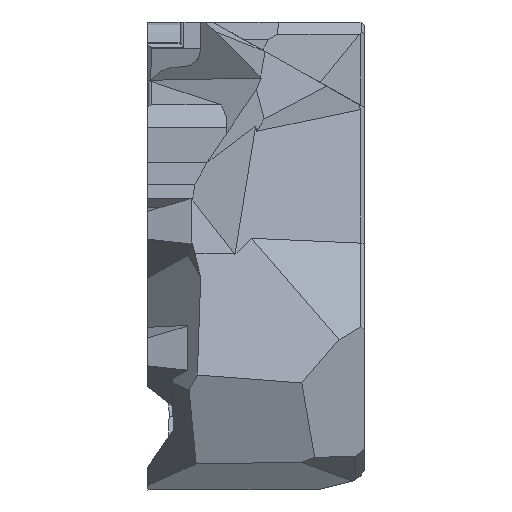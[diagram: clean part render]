
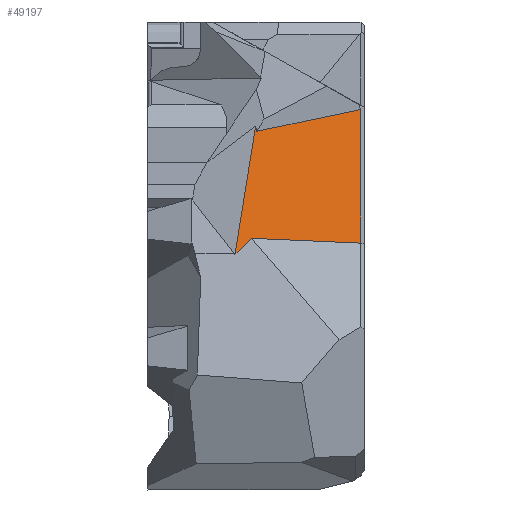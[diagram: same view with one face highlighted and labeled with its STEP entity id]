
A CAD part, left-side view. The second image highlights one B-rep face of the part: STEP entity #49197.
In plain terms, the highlighted planar face has unit normal (-0.981, -0.174, 0.086).
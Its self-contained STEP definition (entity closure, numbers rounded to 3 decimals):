
#2535 = PLANE('',#2536);
#2536 = AXIS2_PLACEMENT_3D('',#2537,#2538,#2539);
#2537 = CARTESIAN_POINT('',(-30.586,-26.953,
    42.656));
#2538 = DIRECTION('',(-0.996,0.084,
    0.033));
#2539 = DIRECTION('',(0.09,0.96,0.266));
#14946 = PLANE('',#14947);
#14947 = AXIS2_PLACEMENT_3D('',#14948,#14949,#14950);
#14948 = CARTESIAN_POINT('',(-31.121,-27.5,
    32.254));
#14949 = DIRECTION('',(0.965,0.,
    -0.261));
#14950 = DIRECTION('',(-0.261,0.,
    -0.965));
#15306 = PLANE('',#15307);
#15307 = AXIS2_PLACEMENT_3D('',#15308,#15309,#15310);
#15308 = CARTESIAN_POINT('',(-29.021,-7.159,
    42.491));
#15309 = DIRECTION('',(0.977,-0.164,-0.14));
#15310 = DIRECTION('',(0.142,0.,0.99)
  );
#16879 = PLANE('',#16880);
#16880 = AXIS2_PLACEMENT_3D('',#16881,#16882,#16883);
#16881 = CARTESIAN_POINT('',(-28.012,-20.535,
    49.267));
#16882 = DIRECTION('',(-0.965,-0.219,-0.147));
#16883 = DIRECTION('',(-0.148,-0.014,0.989
    ));
#17291 = EDGE_CURVE('',#17292,#17294,#17296,.T.);
#17292 = VERTEX_POINT('',#17293);
#17293 = CARTESIAN_POINT('',(-29.271,-13.651,
    48.353));
#17294 = VERTEX_POINT('',#17295);
#17295 = CARTESIAN_POINT('',(-29.304,-13.79,
    47.688));
#17296 = SURFACE_CURVE('',#17297,(#17301,#17308),.PCURVE_S1.);
#17297 = LINE('',#17298,#17299);
#17298 = CARTESIAN_POINT('',(-29.728,-15.539,
    39.309));
#17299 = VECTOR('',#17300,1.);
#17300 = DIRECTION('',(-0.049,-0.204,
    -0.978));
#17301 = PCURVE('',#2535,#17302);
#17302 = DEFINITIONAL_REPRESENTATION('',(#17303),#17307);
#17303 = LINE('',#17304,#17305);
#17304 = CARTESIAN_POINT('',(10.143,6.272));
#17305 = VECTOR('',#17306,1.);
#17306 = DIRECTION('',(-0.46,0.888));
#17307 = ( GEOMETRIC_REPRESENTATION_CONTEXT(2) 
PARAMETRIC_REPRESENTATION_CONTEXT() REPRESENTATION_CONTEXT('2D SPACE',''
  ) );
#17308 = PCURVE('',#17309,#17314);
#17309 = PLANE('',#17310);
#17310 = AXIS2_PLACEMENT_3D('',#17311,#17312,#17313);
#17311 = CARTESIAN_POINT('',(-27.483,-27.5,
    40.772));
#17312 = DIRECTION('',(0.981,0.174,-0.086)
  );
#17313 = DIRECTION('',(-0.087,0.,
    -0.996));
#17314 = DEFINITIONAL_REPRESENTATION('',(#17315),#17319);
#17315 = LINE('',#17316,#17317);
#17316 = CARTESIAN_POINT('',(1.653,12.146));
#17317 = VECTOR('',#17318,1.);
#17318 = DIRECTION('',(0.978,-0.207));
#17319 = ( GEOMETRIC_REPRESENTATION_CONTEXT(2) 
PARAMETRIC_REPRESENTATION_CONTEXT() REPRESENTATION_CONTEXT('2D SPACE',''
  ) );
#18411 = PLANE('',#18412);
#18412 = AXIS2_PLACEMENT_3D('',#18413,#18414,#18415);
#18413 = CARTESIAN_POINT('',(-29.009,-27.157,
    21.722));
#18414 = DIRECTION('',(-0.704,-0.707,
    0.062));
#18415 = DIRECTION('',(0.087,0.,
    0.996));
#48359 = VERTEX_POINT('',#48360);
#48360 = CARTESIAN_POINT('',(-30.604,-13.131,
    34.17));
#48374 = PLANE('',#48375);
#48375 = AXIS2_PLACEMENT_3D('',#48376,#48377,#48378);
#48376 = CARTESIAN_POINT('',(-33.002,-27.5,
    22.322));
#48377 = DIRECTION('',(0.903,0.174,-0.393));
#48378 = DIRECTION('',(-0.399,0.,
    -0.917));
#48386 = EDGE_CURVE('',#48387,#48359,#48389,.T.);
#48387 = VERTEX_POINT('',#48388);
#48388 = CARTESIAN_POINT('',(-31.151,-11.042,
    32.142));
#48389 = SURFACE_CURVE('',#48390,(#48394,#48401),.PCURVE_S1.);
#48390 = LINE('',#48391,#48392);
#48391 = CARTESIAN_POINT('',(-28.391,-21.577,
    42.369));
#48392 = VECTOR('',#48393,1.);
#48393 = DIRECTION('',(0.185,-0.705,0.685));
#48394 = PCURVE('',#14946,#48395);
#48395 = DEFINITIONAL_REPRESENTATION('',(#48396),#48400);
#48396 = LINE('',#48397,#48398);
#48397 = CARTESIAN_POINT('',(-10.476,5.923));
#48398 = VECTOR('',#48399,1.);
#48399 = DIRECTION('',(-0.709,-0.705));
#48400 = ( GEOMETRIC_REPRESENTATION_CONTEXT(2) 
PARAMETRIC_REPRESENTATION_CONTEXT() REPRESENTATION_CONTEXT('2D SPACE',''
  ) );
#48401 = PCURVE('',#17309,#48402);
#48402 = DEFINITIONAL_REPRESENTATION('',(#48403),#48407);
#48403 = LINE('',#48404,#48405);
#48404 = CARTESIAN_POINT('',(-1.512,6.014));
#48405 = VECTOR('',#48406,1.);
#48406 = DIRECTION('',(-0.698,-0.716));
#48407 = ( GEOMETRIC_REPRESENTATION_CONTEXT(2) 
PARAMETRIC_REPRESENTATION_CONTEXT() REPRESENTATION_CONTEXT('2D SPACE',''
  ) );
#48607 = EDGE_CURVE('',#17292,#48387,#48608,.T.);
#48608 = SURFACE_CURVE('',#48609,(#48613,#48620),.PCURVE_S1.);
#48609 = LINE('',#48610,#48611);
#48610 = CARTESIAN_POINT('',(-29.942,-12.72,
    42.57));
#48611 = VECTOR('',#48612,1.);
#48612 = DIRECTION('',(-0.114,0.158,-0.981));
#48613 = PCURVE('',#15306,#48614);
#48614 = DEFINITIONAL_REPRESENTATION('',(#48615),#48619);
#48615 = LINE('',#48616,#48617);
#48616 = CARTESIAN_POINT('',(-0.053,5.637));
#48617 = VECTOR('',#48618,1.);
#48618 = DIRECTION('',(-0.987,-0.16));
#48619 = ( GEOMETRIC_REPRESENTATION_CONTEXT(2) 
PARAMETRIC_REPRESENTATION_CONTEXT() REPRESENTATION_CONTEXT('2D SPACE',''
  ) );
#48620 = PCURVE('',#17309,#48621);
#48621 = DEFINITIONAL_REPRESENTATION('',(#48622),#48626);
#48622 = LINE('',#48623,#48624);
#48623 = CARTESIAN_POINT('',(-1.576,15.008));
#48624 = VECTOR('',#48625,1.);
#48625 = DIRECTION('',(0.987,0.16));
#48626 = ( GEOMETRIC_REPRESENTATION_CONTEXT(2) 
PARAMETRIC_REPRESENTATION_CONTEXT() REPRESENTATION_CONTEXT('2D SPACE',''
  ) );
#49118 = VERTEX_POINT('',#49119);
#49119 = CARTESIAN_POINT('',(-26.741,-26.914,
    50.435));
#49143 = EDGE_CURVE('',#17294,#49118,#49144,.T.);
#49144 = SURFACE_CURVE('',#49145,(#49149,#49156),.PCURVE_S1.);
#49145 = LINE('',#49146,#49147);
#49146 = CARTESIAN_POINT('',(-27.504,-23.008,
    49.617));
#49147 = VECTOR('',#49148,1.);
#49148 = DIRECTION('',(0.188,-0.961,0.201));
#49149 = PCURVE('',#16879,#49150);
#49150 = DEFINITIONAL_REPRESENTATION('',(#49151),#49155);
#49151 = LINE('',#49152,#49153);
#49152 = CARTESIAN_POINT('',(0.307,-2.53));
#49153 = VECTOR('',#49154,1.);
#49154 = DIRECTION('',(0.185,-0.983));
#49155 = ( GEOMETRIC_REPRESENTATION_CONTEXT(2) 
PARAMETRIC_REPRESENTATION_CONTEXT() REPRESENTATION_CONTEXT('2D SPACE',''
  ) );
#49156 = PCURVE('',#17309,#49157);
#49157 = DEFINITIONAL_REPRESENTATION('',(#49158),#49162);
#49158 = LINE('',#49159,#49160);
#49159 = CARTESIAN_POINT('',(-8.809,4.561));
#49160 = VECTOR('',#49161,1.);
#49161 = DIRECTION('',(-0.217,-0.976));
#49162 = ( GEOMETRIC_REPRESENTATION_CONTEXT(2) 
PARAMETRIC_REPRESENTATION_CONTEXT() REPRESENTATION_CONTEXT('2D SPACE',''
  ) );
#49197 = ADVANCED_FACE('',(#49198),#17309,.F.);
#49198 = FACE_BOUND('',#49199,.T.);
#49199 = EDGE_LOOP('',(#49200,#49223,#49224,#49225,#49226,#49227));
#49200 = ORIENTED_EDGE('',*,*,#49201,.F.);
#49201 = EDGE_CURVE('',#49118,#49202,#49204,.T.);
#49202 = VERTEX_POINT('',#49203);
#49203 = CARTESIAN_POINT('',(-28.217,-26.914,
    33.563));
#49204 = SURFACE_CURVE('',#49205,(#49209,#49216),.PCURVE_S1.);
#49205 = LINE('',#49206,#49207);
#49206 = CARTESIAN_POINT('',(-29.251,-26.914,
    21.743));
#49207 = VECTOR('',#49208,1.);
#49208 = DIRECTION('',(-0.087,0.,
    -0.996));
#49209 = PCURVE('',#17309,#49210);
#49210 = DEFINITIONAL_REPRESENTATION('',(#49211),#49215);
#49211 = LINE('',#49212,#49213);
#49212 = CARTESIAN_POINT('',(19.111,0.595));
#49213 = VECTOR('',#49214,1.);
#49214 = DIRECTION('',(1.,0.));
#49215 = ( GEOMETRIC_REPRESENTATION_CONTEXT(2) 
PARAMETRIC_REPRESENTATION_CONTEXT() REPRESENTATION_CONTEXT('2D SPACE',''
  ) );
#49216 = PCURVE('',#18411,#49217);
#49217 = DEFINITIONAL_REPRESENTATION('',(#49218),#49222);
#49218 = LINE('',#49219,#49220);
#49219 = CARTESIAN_POINT('',(0.,0.343));
#49220 = VECTOR('',#49221,1.);
#49221 = DIRECTION('',(-1.,0.));
#49222 = ( GEOMETRIC_REPRESENTATION_CONTEXT(2) 
PARAMETRIC_REPRESENTATION_CONTEXT() REPRESENTATION_CONTEXT('2D SPACE',''
  ) );
#49223 = ORIENTED_EDGE('',*,*,#49143,.F.);
#49224 = ORIENTED_EDGE('',*,*,#17291,.F.);
#49225 = ORIENTED_EDGE('',*,*,#48607,.T.);
#49226 = ORIENTED_EDGE('',*,*,#48386,.T.);
#49227 = ORIENTED_EDGE('',*,*,#49228,.F.);
#49228 = EDGE_CURVE('',#49202,#48359,#49229,.T.);
#49229 = SURFACE_CURVE('',#49230,(#49234,#49241),.PCURVE_S1.);
#49230 = LINE('',#49231,#49232);
#49231 = CARTESIAN_POINT('',(-28.163,-27.228,
    33.549));
#49232 = VECTOR('',#49233,1.);
#49233 = DIRECTION('',(-0.17,0.984,0.043
    ));
#49234 = PCURVE('',#17309,#49235);
#49235 = DEFINITIONAL_REPRESENTATION('',(#49236),#49240);
#49236 = LINE('',#49237,#49238);
#49237 = CARTESIAN_POINT('',(7.255,0.276));
#49238 = VECTOR('',#49239,1.);
#49239 = DIRECTION('',(-0.028,1.));
#49240 = ( GEOMETRIC_REPRESENTATION_CONTEXT(2) 
PARAMETRIC_REPRESENTATION_CONTEXT() REPRESENTATION_CONTEXT('2D SPACE',''
  ) );
#49241 = PCURVE('',#48374,#49242);
#49242 = DEFINITIONAL_REPRESENTATION('',(#49243),#49247);
#49243 = LINE('',#49244,#49245);
#49244 = CARTESIAN_POINT('',(-12.226,0.276));
#49245 = VECTOR('',#49246,1.);
#49246 = DIRECTION('',(0.028,1.));
#49247 = ( GEOMETRIC_REPRESENTATION_CONTEXT(2) 
PARAMETRIC_REPRESENTATION_CONTEXT() REPRESENTATION_CONTEXT('2D SPACE',''
  ) );
